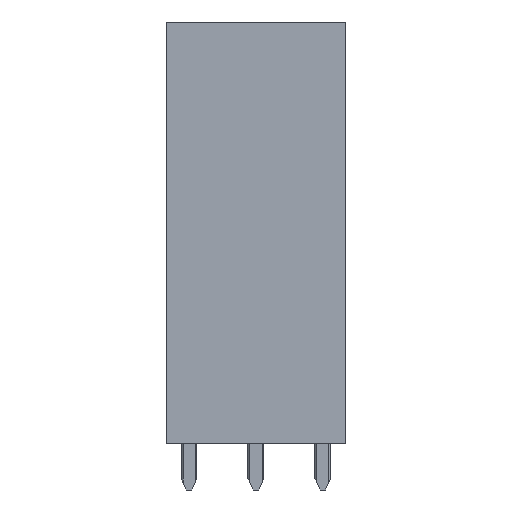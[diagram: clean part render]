
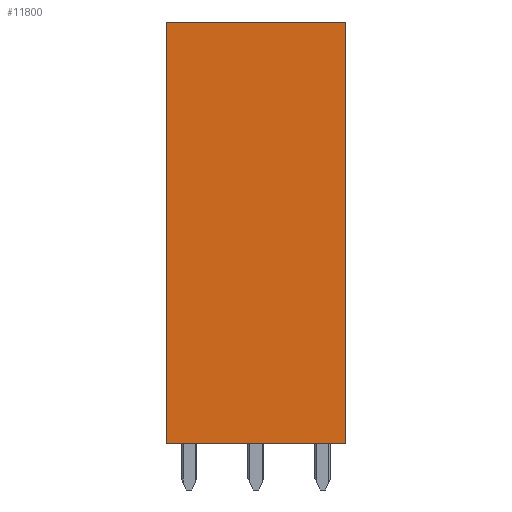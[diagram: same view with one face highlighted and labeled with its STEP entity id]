
A CAD part, left-side view. The second image highlights one B-rep face of the part: STEP entity #11800.
In plain terms, the highlighted planar face has unit normal (-1, 0, 0).
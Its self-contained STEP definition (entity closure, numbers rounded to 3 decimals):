
#11782=AXIS2_PLACEMENT_3D('Plane Axis2P3D',#11779,#11780,#11781) ;
#872=CARTESIAN_POINT('Vertex',(0.,13.6,35.5)) ;
#875=CARTESIAN_POINT('Line Origine',(0.,6.8,35.5)) ;
#879=CARTESIAN_POINT('Vertex',(0.,0.,35.5)) ;
#11731=CARTESIAN_POINT('Vertex',(0.,0.,3.5)) ;
#11734=CARTESIAN_POINT('Line Origine',(0.,6.8,3.5)) ;
#11738=CARTESIAN_POINT('Vertex',(0.,13.6,3.5)) ;
#11779=CARTESIAN_POINT('Axis2P3D Location',(0.,0.,0.)) ;
#11784=CARTESIAN_POINT('Line Origine',(0.,0.,19.5)) ;
#11789=CARTESIAN_POINT('Line Origine',(0.,13.6,19.5)) ;
#876=DIRECTION('Vector Direction',(0.,-1.,0.)) ;
#11735=DIRECTION('Vector Direction',(0.,1.,0.)) ;
#11780=DIRECTION('Axis2P3D Direction',(-1.,0.,0.)) ;
#11781=DIRECTION('Axis2P3D XDirection',(0.,0.,1.)) ;
#11785=DIRECTION('Vector Direction',(0.,0.,-1.)) ;
#11790=DIRECTION('Vector Direction',(0.,0.,1.)) ;
#877=VECTOR('Line Direction',#876,1.) ;
#11736=VECTOR('Line Direction',#11735,1.) ;
#11786=VECTOR('Line Direction',#11785,1.) ;
#11791=VECTOR('Line Direction',#11790,1.) ;
#11795=ORIENTED_EDGE('',*,*,#11788,.T.) ;
#11796=ORIENTED_EDGE('',*,*,#881,.T.) ;
#11797=ORIENTED_EDGE('',*,*,#11793,.T.) ;
#11798=ORIENTED_EDGE('',*,*,#11740,.T.) ;
#11800=ADVANCED_FACE('HOUSING',(#11799),#11783,.T.) ;
#881=EDGE_CURVE('',#880,#873,#878,.F.) ;
#11740=EDGE_CURVE('',#11739,#11732,#11737,.F.) ;
#11788=EDGE_CURVE('',#11732,#880,#11787,.F.) ;
#11793=EDGE_CURVE('',#873,#11739,#11792,.F.) ;
#11794=EDGE_LOOP('',(#11795,#11796,#11797,#11798)) ;
#11799=FACE_OUTER_BOUND('',#11794,.T.) ;
#878=LINE('Line',#875,#877) ;
#11737=LINE('Line',#11734,#11736) ;
#11787=LINE('Line',#11784,#11786) ;
#11792=LINE('Line',#11789,#11791) ;
#11783=PLANE('',#11782) ;
#873=VERTEX_POINT('',#872) ;
#880=VERTEX_POINT('',#879) ;
#11732=VERTEX_POINT('',#11731) ;
#11739=VERTEX_POINT('',#11738) ;
